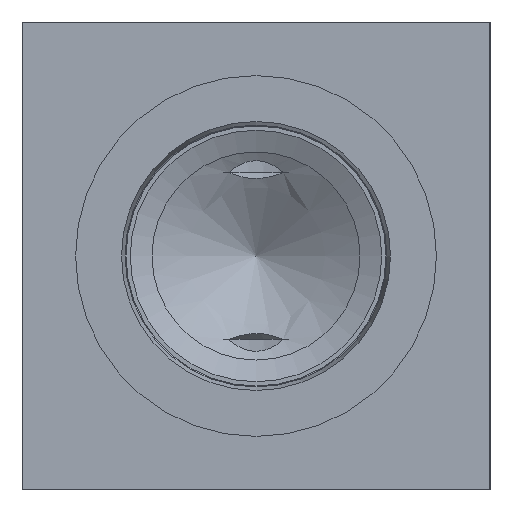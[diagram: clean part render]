
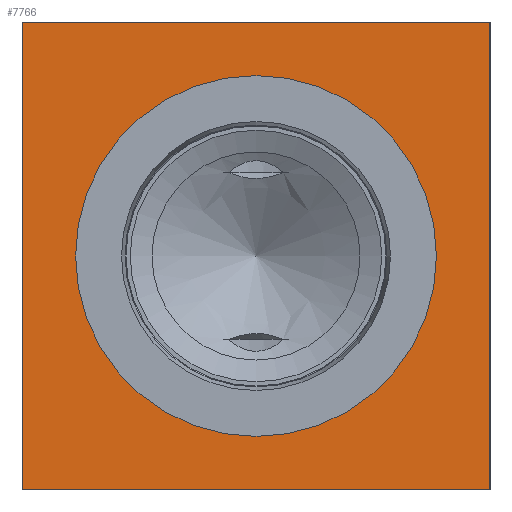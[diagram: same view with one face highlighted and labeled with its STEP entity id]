
A CAD part, left-side view. The second image highlights one B-rep face of the part: STEP entity #7766.
In plain terms, the highlighted planar face has unit normal (-1, 0, 0).
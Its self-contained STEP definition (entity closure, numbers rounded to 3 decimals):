
#200=CIRCLE('',#8202,44.069);
#201=CIRCLE('',#8203,44.069);
#257=FACE_BOUND('',#1375,.T.);
#935=FACE_OUTER_BOUND('',#1374,.T.);
#1374=EDGE_LOOP('',(#6796,#6797,#6798,#6799));
#1375=EDGE_LOOP('',(#6800,#6801));
#1691=LINE('',#11854,#2440);
#2131=LINE('',#13298,#2880);
#2132=LINE('',#13299,#2881);
#2133=LINE('',#13300,#2882);
#2440=VECTOR('',#8691,10.);
#2880=VECTOR('',#9827,10.);
#2881=VECTOR('',#9828,10.);
#2882=VECTOR('',#9829,10.);
#3196=VERTEX_POINT('',#11847);
#3199=VERTEX_POINT('',#11852);
#3596=VERTEX_POINT('',#13267);
#3597=VERTEX_POINT('',#13268);
#3606=VERTEX_POINT('',#13296);
#3607=VERTEX_POINT('',#13297);
#4075=EDGE_CURVE('',#3199,#3196,#1691,.T.);
#4663=EDGE_CURVE('',#3596,#3597,#200,.T.);
#4664=EDGE_CURVE('',#3597,#3596,#201,.T.);
#4677=EDGE_CURVE('',#3606,#3607,#2131,.T.);
#4678=EDGE_CURVE('',#3607,#3196,#2132,.T.);
#4679=EDGE_CURVE('',#3606,#3199,#2133,.T.);
#6796=ORIENTED_EDGE('',*,*,#4677,.T.);
#6797=ORIENTED_EDGE('',*,*,#4678,.T.);
#6798=ORIENTED_EDGE('',*,*,#4075,.F.);
#6799=ORIENTED_EDGE('',*,*,#4679,.F.);
#6800=ORIENTED_EDGE('',*,*,#4663,.T.);
#6801=ORIENTED_EDGE('',*,*,#4664,.T.);
#7069=PLANE('',#8216);
#7766=ADVANCED_FACE('',(#935,#257),#7069,.T.);
#8202=AXIS2_PLACEMENT_3D('',#13269,#9793,#9794);
#8203=AXIS2_PLACEMENT_3D('',#13270,#9795,#9796);
#8216=AXIS2_PLACEMENT_3D('',#13295,#9825,#9826);
#8691=DIRECTION('',(0.,-1.,0.));
#9793=DIRECTION('center_axis',(1.,0.,0.));
#9794=DIRECTION('ref_axis',(0.,0.,1.));
#9795=DIRECTION('center_axis',(1.,0.,0.));
#9796=DIRECTION('ref_axis',(0.,0.,1.));
#9825=DIRECTION('center_axis',(-1.,0.,0.));
#9826=DIRECTION('ref_axis',(0.,-1.,0.));
#9827=DIRECTION('',(0.,-1.,0.));
#9828=DIRECTION('',(0.,0.,1.));
#9829=DIRECTION('',(0.,0.,1.));
#11847=CARTESIAN_POINT('',(0.,0.,114.3));
#11852=CARTESIAN_POINT('',(0.,114.3,114.3));
#11854=CARTESIAN_POINT('',(0.,114.3,114.3));
#13267=CARTESIAN_POINT('',(0.,57.15,101.219));
#13268=CARTESIAN_POINT('',(0.,57.15,13.081));
#13269=CARTESIAN_POINT('Origin',(0.,57.15,57.15));
#13270=CARTESIAN_POINT('Origin',(0.,57.15,57.15));
#13295=CARTESIAN_POINT('Origin',(0.,114.3,0.));
#13296=CARTESIAN_POINT('',(0.,114.3,0.));
#13297=CARTESIAN_POINT('',(0.,0.,0.));
#13298=CARTESIAN_POINT('',(0.,114.3,0.));
#13299=CARTESIAN_POINT('',(0.,0.,0.));
#13300=CARTESIAN_POINT('',(0.,114.3,0.));
